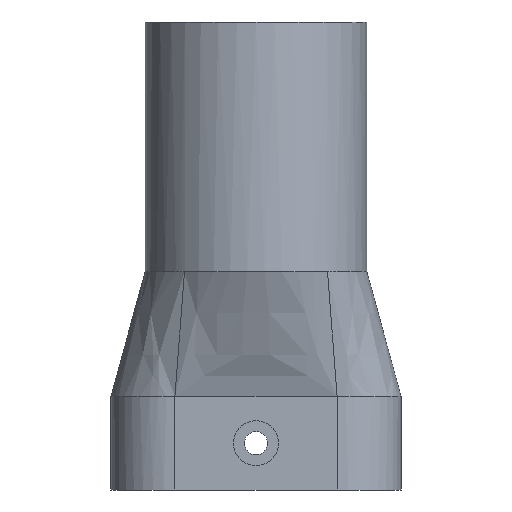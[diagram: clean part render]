
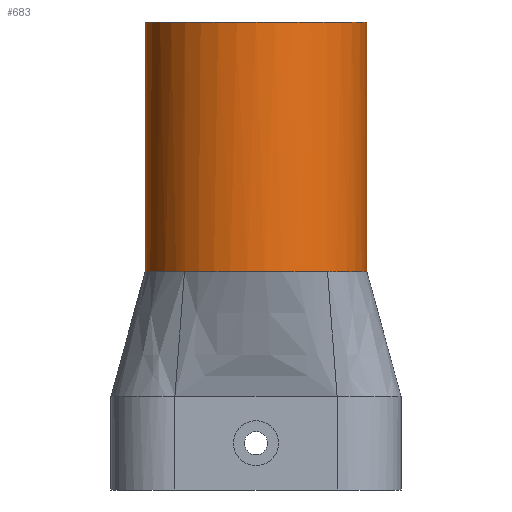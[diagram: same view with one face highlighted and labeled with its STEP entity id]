
A CAD part, front view. The second image highlights one B-rep face of the part: STEP entity #683.
In plain terms, the highlighted cylindrical face has radius 17.75 mm (diameter 35.5 mm), a full revolution.
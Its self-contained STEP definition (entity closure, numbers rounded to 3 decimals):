
#40=CYLINDRICAL_SURFACE('',#748,17.75);
#54=FACE_BOUND('',#178,.T.);
#68=CIRCLE('',#717,17.75);
#69=CIRCLE('',#718,17.75);
#72=CIRCLE('',#721,17.75);
#73=CIRCLE('',#722,17.75);
#74=CIRCLE('',#723,17.75);
#83=CIRCLE('',#732,17.75);
#84=CIRCLE('',#733,17.75);
#87=CIRCLE('',#736,17.75);
#88=CIRCLE('',#737,17.75);
#89=CIRCLE('',#738,17.75);
#97=CIRCLE('',#749,17.75);
#130=FACE_OUTER_BOUND('',#177,.T.);
#177=EDGE_LOOP('',(#583));
#178=EDGE_LOOP('',(#584,#585,#586,#587,#588,#589,#590,#591,#592,#593));
#314=VERTEX_POINT('',#1093);
#315=VERTEX_POINT('',#1094);
#316=VERTEX_POINT('',#1096);
#320=VERTEX_POINT('',#1145);
#322=VERTEX_POINT('',#1174);
#323=VERTEX_POINT('',#1175);
#334=VERTEX_POINT('',#1393);
#335=VERTEX_POINT('',#1395);
#338=VERTEX_POINT('',#1442);
#340=VERTEX_POINT('',#1471);
#345=VERTEX_POINT('',#1578);
#391=EDGE_CURVE('',#314,#315,#68,.T.);
#392=EDGE_CURVE('',#315,#316,#69,.T.);
#397=EDGE_CURVE('',#320,#314,#72,.T.);
#400=EDGE_CURVE('',#322,#323,#73,.T.);
#401=EDGE_CURVE('',#323,#320,#74,.T.);
#416=EDGE_CURVE('',#316,#334,#83,.T.);
#417=EDGE_CURVE('',#334,#335,#84,.T.);
#421=EDGE_CURVE('',#335,#338,#87,.T.);
#424=EDGE_CURVE('',#338,#340,#88,.T.);
#425=EDGE_CURVE('',#340,#322,#89,.T.);
#435=EDGE_CURVE('',#345,#345,#97,.T.);
#583=ORIENTED_EDGE('',*,*,#435,.F.);
#584=ORIENTED_EDGE('',*,*,#400,.F.);
#585=ORIENTED_EDGE('',*,*,#425,.F.);
#586=ORIENTED_EDGE('',*,*,#424,.F.);
#587=ORIENTED_EDGE('',*,*,#421,.F.);
#588=ORIENTED_EDGE('',*,*,#417,.F.);
#589=ORIENTED_EDGE('',*,*,#416,.F.);
#590=ORIENTED_EDGE('',*,*,#392,.F.);
#591=ORIENTED_EDGE('',*,*,#391,.F.);
#592=ORIENTED_EDGE('',*,*,#397,.F.);
#593=ORIENTED_EDGE('',*,*,#401,.F.);
#683=ADVANCED_FACE('',(#130,#54),#40,.T.);
#717=AXIS2_PLACEMENT_3D('',#1095,#836,#837);
#718=AXIS2_PLACEMENT_3D('',#1097,#838,#839);
#721=AXIS2_PLACEMENT_3D('',#1146,#846,#847);
#722=AXIS2_PLACEMENT_3D('',#1176,#850,#851);
#723=AXIS2_PLACEMENT_3D('',#1177,#852,#853);
#732=AXIS2_PLACEMENT_3D('',#1394,#875,#876);
#733=AXIS2_PLACEMENT_3D('',#1396,#877,#878);
#736=AXIS2_PLACEMENT_3D('',#1443,#884,#885);
#737=AXIS2_PLACEMENT_3D('',#1472,#888,#889);
#738=AXIS2_PLACEMENT_3D('',#1473,#890,#891);
#748=AXIS2_PLACEMENT_3D('',#1577,#912,#913);
#749=AXIS2_PLACEMENT_3D('',#1579,#914,#915);
#836=DIRECTION('center_axis',(0.,0.,-1.));
#837=DIRECTION('ref_axis',(-1.,0.,0.));
#838=DIRECTION('center_axis',(0.,0.,-1.));
#839=DIRECTION('ref_axis',(-1.,0.,0.));
#846=DIRECTION('center_axis',(0.,0.,-1.));
#847=DIRECTION('ref_axis',(-1.,0.,0.));
#850=DIRECTION('center_axis',(0.,0.,-1.));
#851=DIRECTION('ref_axis',(-1.,0.,0.));
#852=DIRECTION('center_axis',(0.,0.,-1.));
#853=DIRECTION('ref_axis',(-1.,0.,0.));
#875=DIRECTION('center_axis',(0.,0.,-1.));
#876=DIRECTION('ref_axis',(-1.,0.,0.));
#877=DIRECTION('center_axis',(0.,0.,-1.));
#878=DIRECTION('ref_axis',(-1.,0.,0.));
#884=DIRECTION('center_axis',(0.,0.,-1.));
#885=DIRECTION('ref_axis',(-1.,0.,0.));
#888=DIRECTION('center_axis',(0.,0.,-1.));
#889=DIRECTION('ref_axis',(-1.,0.,0.));
#890=DIRECTION('center_axis',(0.,0.,-1.));
#891=DIRECTION('ref_axis',(-1.,0.,0.));
#912=DIRECTION('center_axis',(0.,0.,1.));
#913=DIRECTION('ref_axis',(-1.,0.,0.));
#914=DIRECTION('center_axis',(0.,0.,1.));
#915=DIRECTION('ref_axis',(-1.,0.,0.));
#1093=CARTESIAN_POINT('',(-11.458,-13.556,0.));
#1094=CARTESIAN_POINT('',(-12.819,-12.278,0.));
#1095=CARTESIAN_POINT('Origin',(0.,0.,0.));
#1096=CARTESIAN_POINT('',(-17.75,0.,0.));
#1097=CARTESIAN_POINT('Origin',(0.,0.,0.));
#1145=CARTESIAN_POINT('',(11.458,-13.556,0.));
#1146=CARTESIAN_POINT('Origin',(0.,0.,0.));
#1174=CARTESIAN_POINT('',(17.75,0.,0.));
#1175=CARTESIAN_POINT('',(12.819,-12.278,0.));
#1176=CARTESIAN_POINT('Origin',(0.,0.,0.));
#1177=CARTESIAN_POINT('Origin',(0.,0.,0.));
#1393=CARTESIAN_POINT('',(-12.819,12.278,0.));
#1394=CARTESIAN_POINT('Origin',(0.,0.,0.));
#1395=CARTESIAN_POINT('',(-11.458,13.556,0.));
#1396=CARTESIAN_POINT('Origin',(0.,0.,0.));
#1442=CARTESIAN_POINT('',(11.458,13.556,0.));
#1443=CARTESIAN_POINT('Origin',(0.,0.,0.));
#1471=CARTESIAN_POINT('',(12.819,12.278,0.));
#1472=CARTESIAN_POINT('Origin',(0.,0.,0.));
#1473=CARTESIAN_POINT('Origin',(0.,0.,0.));
#1577=CARTESIAN_POINT('Origin',(0.,0.,0.));
#1578=CARTESIAN_POINT('',(17.75,0.,40.));
#1579=CARTESIAN_POINT('Origin',(0.,0.,40.));
